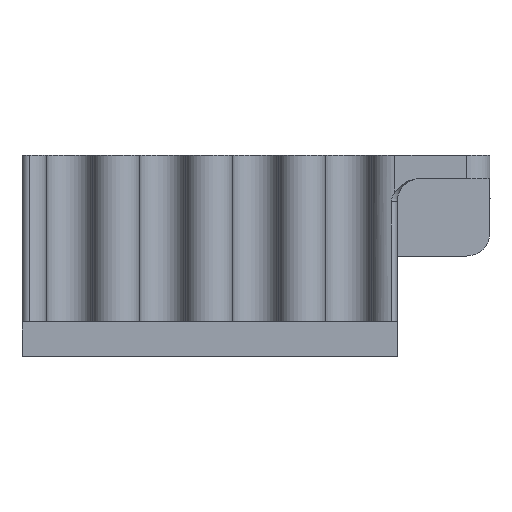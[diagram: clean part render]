
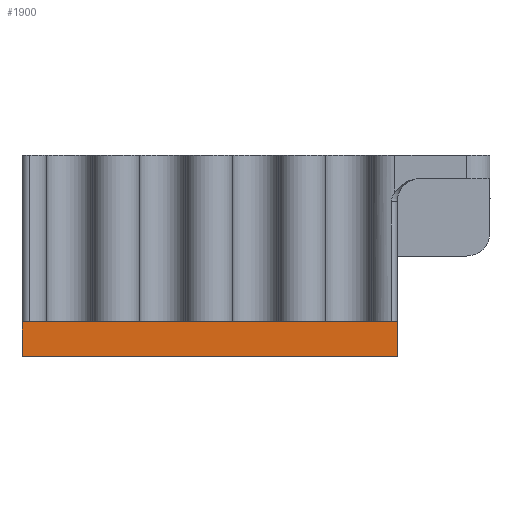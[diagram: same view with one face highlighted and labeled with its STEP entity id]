
A CAD part, left-side view. The second image highlights one B-rep face of the part: STEP entity #1900.
In plain terms, the highlighted planar face has unit normal (-1, 0, 0).
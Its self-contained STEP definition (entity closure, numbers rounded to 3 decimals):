
#83=PLANE('',#2086);
#168=FACE_OUTER_BOUND('',#279,.T.);
#279=EDGE_LOOP('',(#1613,#1614,#1615,#1616));
#449=LINE('',#3158,#624);
#475=LINE('',#3229,#650);
#476=LINE('',#3231,#651);
#477=LINE('',#3232,#652);
#624=VECTOR('',#2499,10.);
#650=VECTOR('',#2579,10.);
#651=VECTOR('',#2580,10.);
#652=VECTOR('',#2581,10.);
#914=VERTEX_POINT('',#3155);
#915=VERTEX_POINT('',#3157);
#933=VERTEX_POINT('',#3228);
#934=VERTEX_POINT('',#3230);
#1148=EDGE_CURVE('',#914,#915,#449,.T.);
#1184=EDGE_CURVE('',#933,#915,#475,.T.);
#1185=EDGE_CURVE('',#934,#914,#476,.T.);
#1186=EDGE_CURVE('',#933,#934,#477,.T.);
#1613=ORIENTED_EDGE('',*,*,#1184,.T.);
#1614=ORIENTED_EDGE('',*,*,#1148,.F.);
#1615=ORIENTED_EDGE('',*,*,#1185,.F.);
#1616=ORIENTED_EDGE('',*,*,#1186,.F.);
#1900=ADVANCED_FACE('',(#168),#83,.T.);
#2086=AXIS2_PLACEMENT_3D('',#3227,#2577,#2578);
#2499=DIRECTION('',(0.,0.,1.));
#2577=DIRECTION('center_axis',(-1.,0.,0.));
#2578=DIRECTION('ref_axis',(0.,-1.,0.));
#2579=DIRECTION('',(0.,1.,0.));
#2580=DIRECTION('',(0.,1.,0.));
#2581=DIRECTION('',(0.,0.,-1.));
#3155=CARTESIAN_POINT('',(-31.5,46.65,10.8));
#3157=CARTESIAN_POINT('',(-31.5,46.65,15.3));
#3158=CARTESIAN_POINT('',(-31.5,46.65,33.8));
#3227=CARTESIAN_POINT('Origin',(-31.5,46.65,33.8));
#3228=CARTESIAN_POINT('',(-31.5,-1.8,15.3));
#3229=CARTESIAN_POINT('',(-31.5,22.425,15.3));
#3230=CARTESIAN_POINT('',(-31.5,-1.8,10.8));
#3231=CARTESIAN_POINT('',(-31.5,-13.8,10.8));
#3232=CARTESIAN_POINT('',(-31.5,-1.8,33.8));
